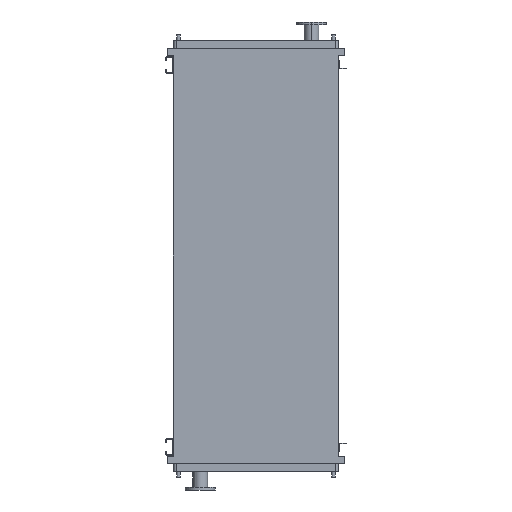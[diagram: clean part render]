
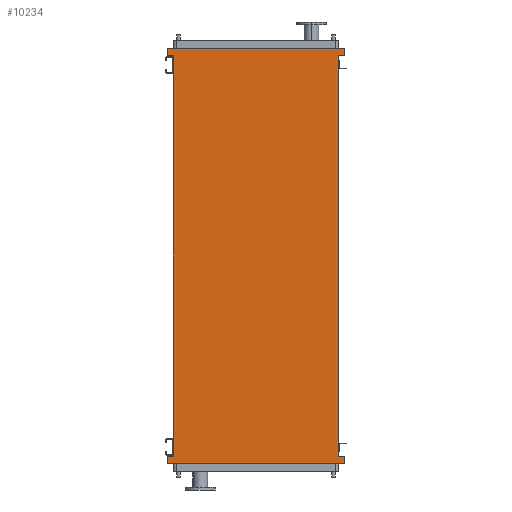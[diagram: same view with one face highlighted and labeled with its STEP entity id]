
A CAD part, front view. The second image highlights one B-rep face of the part: STEP entity #10234.
In plain terms, the highlighted planar face has unit normal (0, -1, 0).
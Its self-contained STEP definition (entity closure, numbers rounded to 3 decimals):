
#61 = LINE ( 'NONE', #222, #4558 ) ;
#222 = CARTESIAN_POINT ( 'NONE',  ( -651., 0., 95. ) ) ;
#256 = EDGE_CURVE ( 'NONE', #2506, #7548, #4645, .T. ) ;
#303 = DIRECTION ( 'NONE',  ( 0., -1., 0. ) ) ;
#605 = CARTESIAN_POINT ( 'NONE',  ( 651., 0., 43. ) ) ;
#696 = LINE ( 'NONE', #1759, #10038 ) ;
#930 = CARTESIAN_POINT ( 'NONE',  ( -651., 0., 95. ) ) ;
#940 = CARTESIAN_POINT ( 'NONE',  ( 651., 0., -2893. ) ) ;
#1396 = CARTESIAN_POINT ( 'NONE',  ( -651., 0., -2945. ) ) ;
#1422 = ORIENTED_EDGE ( 'NONE', *, *, #11033, .F. ) ;
#1475 = EDGE_CURVE ( 'NONE', #9099, #3522, #696, .T. ) ;
#1583 = CARTESIAN_POINT ( 'NONE',  ( -605., 0., 43. ) ) ;
#1759 = CARTESIAN_POINT ( 'NONE',  ( -605., 0., -2850. ) ) ;
#1782 = VERTEX_POINT ( 'NONE', #5063 ) ;
#1797 = DIRECTION ( 'NONE',  ( -1., 0., 0. ) ) ;
#1840 = LINE ( 'NONE', #8821, #4790 ) ;
#1921 = DIRECTION ( 'NONE',  ( 0., 0., -1. ) ) ;
#1953 = VERTEX_POINT ( 'NONE', #605 ) ;
#1994 = CARTESIAN_POINT ( 'NONE',  ( -605., 0., -2850. ) ) ;
#2202 = LINE ( 'NONE', #10858, #9085 ) ;
#2297 = VERTEX_POINT ( 'NONE', #930 ) ;
#2427 = DIRECTION ( 'NONE',  ( 1., 0., 0. ) ) ;
#2506 = VERTEX_POINT ( 'NONE', #8875 ) ;
#2623 = ORIENTED_EDGE ( 'NONE', *, *, #4383, .F. ) ;
#2716 = LINE ( 'NONE', #9575, #4246 ) ;
#2994 = EDGE_CURVE ( 'NONE', #3522, #6620, #10145, .T. ) ;
#3036 = CARTESIAN_POINT ( 'NONE',  ( 605., 0., -2893. ) ) ;
#3376 = VECTOR ( 'NONE', #8994, 1000. ) ;
#3522 = VERTEX_POINT ( 'NONE', #1583 ) ;
#3895 = ORIENTED_EDGE ( 'NONE', *, *, #8809, .F. ) ;
#4032 = ORIENTED_EDGE ( 'NONE', *, *, #4366, .F. ) ;
#4246 = VECTOR ( 'NONE', #1921, 1000. ) ;
#4366 = EDGE_CURVE ( 'NONE', #7690, #5781, #9769, .T. ) ;
#4383 = EDGE_CURVE ( 'NONE', #2506, #1782, #10780, .T. ) ;
#4446 = CARTESIAN_POINT ( 'NONE',  ( 605., 0., 43. ) ) ;
#4558 = VECTOR ( 'NONE', #10522, 1000. ) ;
#4634 = CARTESIAN_POINT ( 'NONE',  ( -651., 0., 43. ) ) ;
#4645 = LINE ( 'NONE', #6206, #5351 ) ;
#4790 = VECTOR ( 'NONE', #5167, 1000. ) ;
#5063 = CARTESIAN_POINT ( 'NONE',  ( 651., 0., -2893. ) ) ;
#5101 = LINE ( 'NONE', #940, #10304 ) ;
#5167 = DIRECTION ( 'NONE',  ( -1., 0., 0. ) ) ;
#5226 = DIRECTION ( 'NONE',  ( 0., 0., -1. ) ) ;
#5351 = VECTOR ( 'NONE', #10546, 1000. ) ;
#5479 = PLANE ( 'NONE',  #6852 ) ;
#5493 = EDGE_CURVE ( 'NONE', #6620, #2297, #61, .T. ) ;
#5776 = ORIENTED_EDGE ( 'NONE', *, *, #5782, .F. ) ;
#5781 = VERTEX_POINT ( 'NONE', #9504 ) ;
#5782 = EDGE_CURVE ( 'NONE', #1782, #8005, #5101, .T. ) ;
#5838 = CARTESIAN_POINT ( 'NONE',  ( 651., 0., -2945. ) ) ;
#5999 = VECTOR ( 'NONE', #1797, 1000. ) ;
#6174 = ORIENTED_EDGE ( 'NONE', *, *, #256, .T. ) ;
#6206 = CARTESIAN_POINT ( 'NONE',  ( 605., 0., -2850. ) ) ;
#6222 = VECTOR ( 'NONE', #10663, 1000. ) ;
#6233 = ORIENTED_EDGE ( 'NONE', *, *, #5493, .F. ) ;
#6393 = VECTOR ( 'NONE', #10987, 1000. ) ;
#6511 = CARTESIAN_POINT ( 'NONE',  ( 651., 0., 95. ) ) ;
#6620 = VERTEX_POINT ( 'NONE', #4634 ) ;
#6852 = AXIS2_PLACEMENT_3D ( 'NONE', #1994, #303, #5226 ) ;
#7040 = ORIENTED_EDGE ( 'NONE', *, *, #9568, .F. ) ;
#7072 = CARTESIAN_POINT ( 'NONE',  ( -605., 0., -2893. ) ) ;
#7085 = CARTESIAN_POINT ( 'NONE',  ( -651., 0., -2945. ) ) ;
#7457 = ORIENTED_EDGE ( 'NONE', *, *, #2994, .F. ) ;
#7548 = VERTEX_POINT ( 'NONE', #10180 ) ;
#7568 = CARTESIAN_POINT ( 'NONE',  ( -651., 0., 43. ) ) ;
#7690 = VERTEX_POINT ( 'NONE', #7085 ) ;
#8005 = VERTEX_POINT ( 'NONE', #5838 ) ;
#8215 = LINE ( 'NONE', #10904, #10482 ) ;
#8430 = DIRECTION ( 'NONE',  ( 0., 0., -1. ) ) ;
#8534 = EDGE_LOOP ( 'NONE', ( #6174, #7040, #3895, #10810, #6233, #7457, #9268, #1422, #4032, #10238, #5776, #2623 ) ) ;
#8574 = EDGE_CURVE ( 'NONE', #2297, #10037, #2202, .T. ) ;
#8615 = LINE ( 'NONE', #4446, #5999 ) ;
#8809 = EDGE_CURVE ( 'NONE', #10037, #1953, #2716, .T. ) ;
#8821 = CARTESIAN_POINT ( 'NONE',  ( 651., 0., -2945. ) ) ;
#8875 = CARTESIAN_POINT ( 'NONE',  ( 605., 0., -2893. ) ) ;
#8994 = DIRECTION ( 'NONE',  ( 0., 0., 1. ) ) ;
#9010 = EDGE_CURVE ( 'NONE', #8005, #7690, #1840, .T. ) ;
#9085 = VECTOR ( 'NONE', #2427, 1000. ) ;
#9099 = VERTEX_POINT ( 'NONE', #7072 ) ;
#9232 = DIRECTION ( 'NONE',  ( 1., 0., 0. ) ) ;
#9268 = ORIENTED_EDGE ( 'NONE', *, *, #1475, .F. ) ;
#9504 = CARTESIAN_POINT ( 'NONE',  ( -651., 0., -2893. ) ) ;
#9568 = EDGE_CURVE ( 'NONE', #1953, #7548, #8615, .T. ) ;
#9575 = CARTESIAN_POINT ( 'NONE',  ( 651., 0., 43. ) ) ;
#9769 = LINE ( 'NONE', #1396, #3376 ) ;
#10037 = VERTEX_POINT ( 'NONE', #6511 ) ;
#10038 = VECTOR ( 'NONE', #11097, 1000. ) ;
#10145 = LINE ( 'NONE', #7568, #6393 ) ;
#10180 = CARTESIAN_POINT ( 'NONE',  ( 605., 0., 43. ) ) ;
#10234 = ADVANCED_FACE ( 'NONE', ( #10762 ), #5479, .T. ) ;
#10238 = ORIENTED_EDGE ( 'NONE', *, *, #9010, .F. ) ;
#10304 = VECTOR ( 'NONE', #8430, 1000. ) ;
#10482 = VECTOR ( 'NONE', #9232, 1000. ) ;
#10522 = DIRECTION ( 'NONE',  ( 0., 0., 1. ) ) ;
#10546 = DIRECTION ( 'NONE',  ( 0., 0., 1. ) ) ;
#10663 = DIRECTION ( 'NONE',  ( 1., 0., 0. ) ) ;
#10762 = FACE_OUTER_BOUND ( 'NONE', #8534, .T. ) ;
#10780 = LINE ( 'NONE', #3036, #6222 ) ;
#10810 = ORIENTED_EDGE ( 'NONE', *, *, #8574, .F. ) ;
#10858 = CARTESIAN_POINT ( 'NONE',  ( 651., 0., 95. ) ) ;
#10904 = CARTESIAN_POINT ( 'NONE',  ( -651., 0., -2893. ) ) ;
#10987 = DIRECTION ( 'NONE',  ( -1., 0., 0. ) ) ;
#11033 = EDGE_CURVE ( 'NONE', #5781, #9099, #8215, .T. ) ;
#11097 = DIRECTION ( 'NONE',  ( 0., 0., 1. ) ) ;
